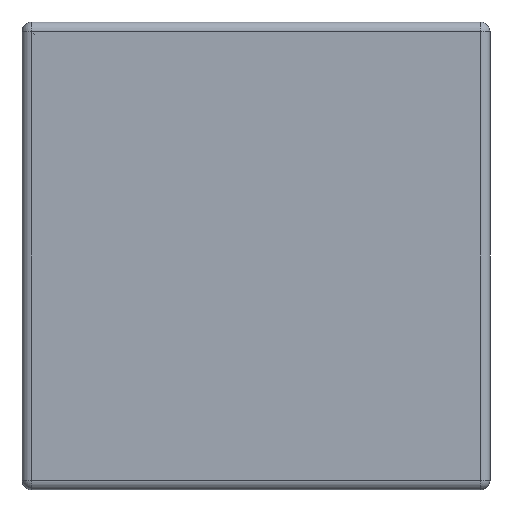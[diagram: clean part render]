
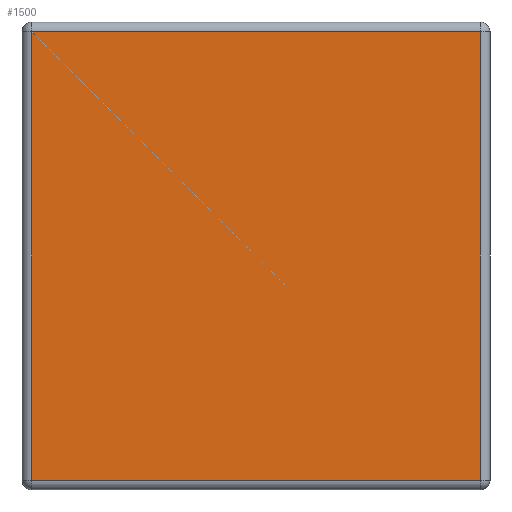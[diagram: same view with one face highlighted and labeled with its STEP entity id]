
A CAD part, left-side view. The second image highlights one B-rep face of the part: STEP entity #1500.
In plain terms, the highlighted planar face has unit normal (-1, 0, 0).
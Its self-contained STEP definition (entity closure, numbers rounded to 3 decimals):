
#9 = DIRECTION ( 'NONE',  ( -1., 0., 0. ) ) ;
#83 = AXIS2_PLACEMENT_3D ( 'NONE', #3233, #9, #2172 ) ;
#174 = CARTESIAN_POINT ( 'NONE',  ( 0., 0.058, -0.058 ) ) ;
#362 = VECTOR ( 'NONE', #1108, 1000. ) ;
#867 = CARTESIAN_POINT ( 'NONE',  ( 0., 0.058, 0. ) ) ;
#1108 = DIRECTION ( 'NONE',  ( 0., -1., 0. ) ) ;
#1314 = LINE ( 'NONE', #2754, #3537 ) ;
#1334 = VERTEX_POINT ( 'NONE', #2412 ) ;
#1387 = ORIENTED_EDGE ( 'NONE', *, *, #2489, .T. ) ;
#1433 = EDGE_LOOP ( 'NONE', ( #1387, #3493, #2478, #3920 ) ) ;
#1472 = VERTEX_POINT ( 'NONE', #2862 ) ;
#1500 = ADVANCED_FACE ( 'NONE', ( #2229 ), #1796, .T. ) ;
#1582 = DIRECTION ( 'NONE',  ( 0., 0., 1. ) ) ;
#1796 = PLANE ( 'NONE',  #83 ) ;
#2172 = DIRECTION ( 'NONE',  ( 0., 0., 1. ) ) ;
#2182 = VECTOR ( 'NONE', #4675, 1000. ) ;
#2229 = FACE_OUTER_BOUND ( 'NONE', #1433, .T. ) ;
#2323 = VECTOR ( 'NONE', #1582, 1000. ) ;
#2397 = DIRECTION ( 'NONE',  ( 0., 1., 0. ) ) ;
#2412 = CARTESIAN_POINT ( 'NONE',  ( 0., 2.742, -0.058 ) ) ;
#2478 = ORIENTED_EDGE ( 'NONE', *, *, #4307, .T. ) ;
#2489 = EDGE_CURVE ( 'NONE', #1472, #4670, #4343, .T. ) ;
#2754 = CARTESIAN_POINT ( 'NONE',  ( 0., 2.8, -0.058 ) ) ;
#2862 = CARTESIAN_POINT ( 'NONE',  ( 0., 2.742, -2.742 ) ) ;
#2949 = VERTEX_POINT ( 'NONE', #174 ) ;
#3221 = LINE ( 'NONE', #3968, #2182 ) ;
#3233 = CARTESIAN_POINT ( 'NONE',  ( 0., 0., 0. ) ) ;
#3253 = EDGE_CURVE ( 'NONE', #4670, #2949, #4035, .T. ) ;
#3493 = ORIENTED_EDGE ( 'NONE', *, *, #3253, .T. ) ;
#3537 = VECTOR ( 'NONE', #2397, 1000. ) ;
#3639 = CARTESIAN_POINT ( 'NONE',  ( 0., 0.058, -2.742 ) ) ;
#3920 = ORIENTED_EDGE ( 'NONE', *, *, #3974, .T. ) ;
#3968 = CARTESIAN_POINT ( 'NONE',  ( 0., 2.742, -2.8 ) ) ;
#3974 = EDGE_CURVE ( 'NONE', #1334, #1472, #3221, .T. ) ;
#4035 = LINE ( 'NONE', #867, #2323 ) ;
#4307 = EDGE_CURVE ( 'NONE', #2949, #1334, #1314, .T. ) ;
#4343 = LINE ( 'NONE', #4420, #362 ) ;
#4420 = CARTESIAN_POINT ( 'NONE',  ( 0., 0., -2.742 ) ) ;
#4670 = VERTEX_POINT ( 'NONE', #3639 ) ;
#4675 = DIRECTION ( 'NONE',  ( 0., 0., -1. ) ) ;
